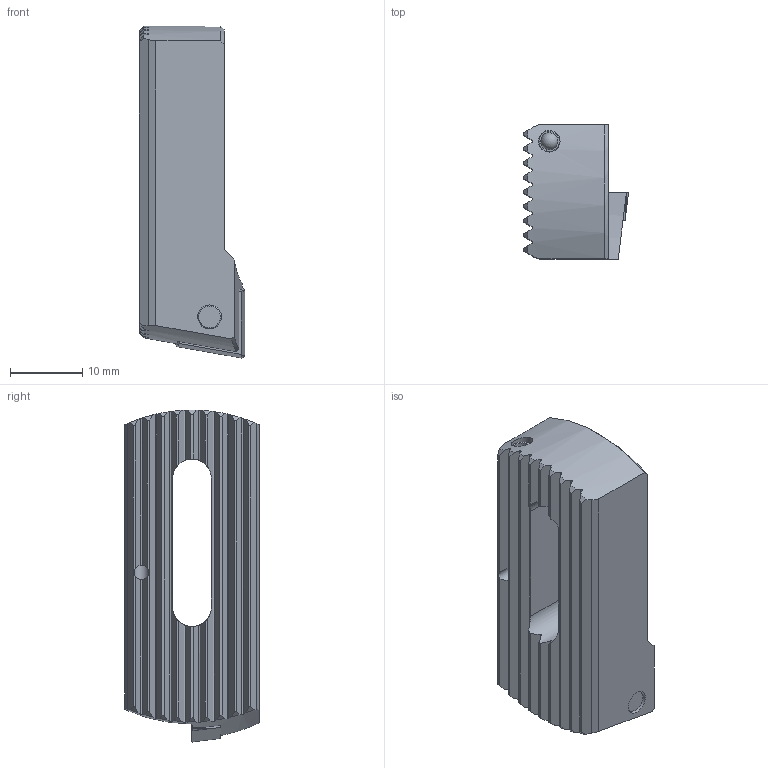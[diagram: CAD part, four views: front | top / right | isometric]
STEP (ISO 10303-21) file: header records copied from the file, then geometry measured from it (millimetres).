
FILE_DESCRIPTION (( 'STEP AP214' ), '1' );
FILE_NAME ('BV2.WCB.K11.014.STEP', '2020-08-13T14:26:23', ( '' ), ( '' ), 'SwSTEP 2.0', 'SolidWorks 2017', '' );
FILE_SCHEMA (( 'AUTOMOTIVE_DESIGN' ));
Length unit declared in the file: millimetre
Products named in the file (5): WCB-ER2.001.009_A; CCMT09T304; KVT_MB_600_030; BV2-WCB.K11.014_B; BV2.WCB.K11.014
Assembly tree (4 placements, depth 2):
  BV2.WCB.K11.014
    BV2-WCB.K11.014_B
    CCMT09T304
    WCB-ER2.001.009_A
    KVT_MB_600_030
Bounding box: 14.58 x 18.6 x 46 mm (x, y, z)
Volume: 5761.4 mm3; surface area: 4612.2 mm2
Topology: 5 solids, 5 shells, 388 faces, 1029 edges, 652 vertices
Faces by surface type: plane 210, bspline 77, cone 49, cylinder 47, torus 3, sphere 2
Full cylindrical faces by diameter (mm): 2 x3, 2.381 x1, 3 x3, 3.3 x2, 4 x1, 4.4 x1, 5.25 x1, 6.1 x1
Entity records: 18117 total; most frequent: CARTESIAN_POINT 7401, ORIENTED_EDGE 1960, DIRECTION 1389, EDGE_CURVE 980, VERTEX_POINT 644, VECTOR 541, LINE 541, EDGE_LOOP 440
